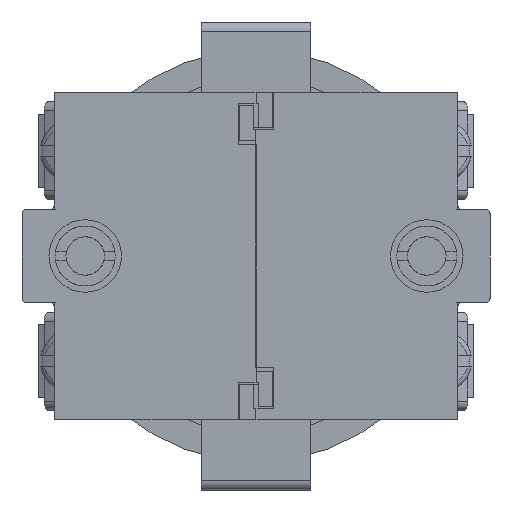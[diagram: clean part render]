
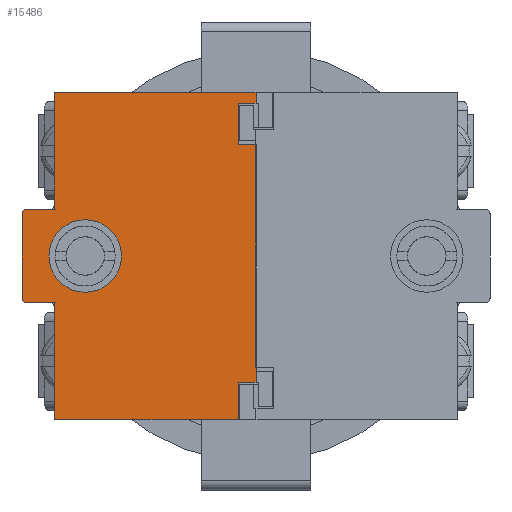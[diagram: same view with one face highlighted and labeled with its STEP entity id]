
A CAD part, front view. The second image highlights one B-rep face of the part: STEP entity #15486.
In plain terms, the highlighted planar face has unit normal (0, -1, 0).
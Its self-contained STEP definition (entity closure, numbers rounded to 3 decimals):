
#539 = CARTESIAN_POINT ( 'NONE',  ( 0.3, -45.1, -13.5 ) ) ;
#609 = ORIENTED_EDGE ( 'NONE', *, *, #969, .T. ) ;
#817 = ORIENTED_EDGE ( 'NONE', *, *, #1761, .T. ) ;
#824 = DIRECTION ( 'NONE',  ( 1., 0., 0. ) ) ;
#848 = DIRECTION ( 'NONE',  ( 0., 0., 1. ) ) ;
#902 = ORIENTED_EDGE ( 'NONE', *, *, #5244, .T. ) ;
#969 = EDGE_CURVE ( 'NONE', #18214, #7431, #1139, .T. ) ;
#983 = CARTESIAN_POINT ( 'NONE',  ( 0., -45.1, 17.5 ) ) ;
#995 = LINE ( 'NONE', #8472, #17763 ) ;
#1139 = CIRCLE ( 'NONE', #18842, 0.5 ) ;
#1211 = CARTESIAN_POINT ( 'NONE',  ( -14.375, -45.1, 0. ) ) ;
#1350 = VECTOR ( 'NONE', #12590, 1000. ) ;
#1761 = EDGE_CURVE ( 'NONE', #9593, #2455, #3180, .T. ) ;
#1801 = CARTESIAN_POINT ( 'NONE',  ( -25., -45.1, 17.5 ) ) ;
#1976 = FACE_OUTER_BOUND ( 'NONE', #11576, .T. ) ;
#2017 = LINE ( 'NONE', #15322, #11035 ) ;
#2282 = DIRECTION ( 'NONE',  ( 1., 0., 0. ) ) ;
#2455 = VERTEX_POINT ( 'NONE', #5497 ) ;
#2547 = DIRECTION ( 'NONE',  ( 0., 1., 0. ) ) ;
#2841 = LINE ( 'NONE', #17872, #10436 ) ;
#3021 = VERTEX_POINT ( 'NONE', #18376 ) ;
#3027 = DIRECTION ( 'NONE',  ( 0., 0., 1. ) ) ;
#3034 = CARTESIAN_POINT ( 'NONE',  ( -22.125, -45.1, 0. ) ) ;
#3180 = LINE ( 'NONE', #8392, #18097 ) ;
#3740 = DIRECTION ( 'NONE',  ( -1., 0., 0. ) ) ;
#4033 = CIRCLE ( 'NONE', #17947, 0.5 ) ;
#4218 = EDGE_CURVE ( 'NONE', #5651, #12415, #18993, .T. ) ;
#4521 = LINE ( 'NONE', #1801, #8324 ) ;
#4554 = CARTESIAN_POINT ( 'NONE',  ( -24.5, -45.1, 5. ) ) ;
#4942 = LINE ( 'NONE', #7965, #12570 ) ;
#4991 = VECTOR ( 'NONE', #9406, 1000. ) ;
#5204 = AXIS2_PLACEMENT_3D ( 'NONE', #13013, #6888, #12826 ) ;
#5244 = EDGE_CURVE ( 'NONE', #3021, #9593, #4033, .T. ) ;
#5434 = EDGE_CURVE ( 'NONE', #18362, #18211, #2841, .T. ) ;
#5497 = CARTESIAN_POINT ( 'NONE',  ( -21.5, -45.1, -5. ) ) ;
#5589 = LINE ( 'NONE', #18763, #1350 ) ;
#5651 = VERTEX_POINT ( 'NONE', #3034 ) ;
#5850 = VECTOR ( 'NONE', #2282, 1000. ) ;
#6332 = ORIENTED_EDGE ( 'NONE', *, *, #18620, .T. ) ;
#6404 = LINE ( 'NONE', #15429, #4991 ) ;
#6450 = CIRCLE ( 'NONE', #5204, 3.875 ) ;
#6680 = FACE_BOUND ( 'NONE', #14181, .T. ) ;
#6888 = DIRECTION ( 'NONE',  ( 0., 1., 0. ) ) ;
#6914 = ORIENTED_EDGE ( 'NONE', *, *, #7096, .T. ) ;
#7053 = LINE ( 'NONE', #7624, #8249 ) ;
#7096 = EDGE_CURVE ( 'NONE', #18211, #11708, #5589, .T. ) ;
#7113 = EDGE_CURVE ( 'NONE', #18362, #12542, #8213, .T. ) ;
#7360 = LINE ( 'NONE', #9868, #8552 ) ;
#7431 = VERTEX_POINT ( 'NONE', #18604 ) ;
#7624 = CARTESIAN_POINT ( 'NONE',  ( 0., -45.1, 17.5 ) ) ;
#7708 = DIRECTION ( 'NONE',  ( 1., 0., 0. ) ) ;
#7891 = CARTESIAN_POINT ( 'NONE',  ( 0., -45.1, -13.5 ) ) ;
#7903 = ORIENTED_EDGE ( 'NONE', *, *, #17325, .F. ) ;
#7965 = CARTESIAN_POINT ( 'NONE',  ( -21.5, -45.1, -5. ) ) ;
#8125 = DIRECTION ( 'NONE',  ( -1., 0., 0. ) ) ;
#8161 = ORIENTED_EDGE ( 'NONE', *, *, #17891, .F. ) ;
#8213 = LINE ( 'NONE', #983, #10581 ) ;
#8249 = VECTOR ( 'NONE', #12374, 1000. ) ;
#8324 = VECTOR ( 'NONE', #12205, 1000. ) ;
#8392 = CARTESIAN_POINT ( 'NONE',  ( -25., -45.1, -5. ) ) ;
#8472 = CARTESIAN_POINT ( 'NONE',  ( -1.9, -45.1, -17.5 ) ) ;
#8552 = VECTOR ( 'NONE', #824, 1000. ) ;
#8577 = VECTOR ( 'NONE', #15439, 1000. ) ;
#8682 = DIRECTION ( 'NONE',  ( -1., 0., 0. ) ) ;
#8980 = CARTESIAN_POINT ( 'NONE',  ( -21.5, -45.1, 5. ) ) ;
#9178 = VECTOR ( 'NONE', #3027, 1000. ) ;
#9362 = DIRECTION ( 'NONE',  ( 0., 0., -1. ) ) ;
#9406 = DIRECTION ( 'NONE',  ( -1., 0., 0. ) ) ;
#9430 = EDGE_CURVE ( 'NONE', #11708, #10116, #7360, .T. ) ;
#9506 = ORIENTED_EDGE ( 'NONE', *, *, #4218, .T. ) ;
#9593 = VERTEX_POINT ( 'NONE', #15175 ) ;
#9868 = CARTESIAN_POINT ( 'NONE',  ( -1.9, -45.1, 16.3 ) ) ;
#10116 = VERTEX_POINT ( 'NONE', #11954 ) ;
#10221 = EDGE_CURVE ( 'NONE', #14137, #17268, #6404, .T. ) ;
#10400 = CARTESIAN_POINT ( 'NONE',  ( -1.9, -45.1, 11.9 ) ) ;
#10436 = VECTOR ( 'NONE', #8682, 1000. ) ;
#10568 = CARTESIAN_POINT ( 'NONE',  ( -21.5, -45.1, -17.5 ) ) ;
#10581 = VECTOR ( 'NONE', #11573, 1000. ) ;
#10597 = ORIENTED_EDGE ( 'NONE', *, *, #18026, .T. ) ;
#10645 = CARTESIAN_POINT ( 'NONE',  ( -1.9, -45.1, -13.5 ) ) ;
#10702 = ORIENTED_EDGE ( 'NONE', *, *, #12853, .F. ) ;
#10728 = CARTESIAN_POINT ( 'NONE',  ( 0., -45.1, 11.9 ) ) ;
#10803 = VERTEX_POINT ( 'NONE', #10645 ) ;
#11035 = VECTOR ( 'NONE', #7708, 1000. ) ;
#11389 = EDGE_CURVE ( 'NONE', #13762, #10116, #7053, .T. ) ;
#11537 = DIRECTION ( 'NONE',  ( 1., 0., 0. ) ) ;
#11573 = DIRECTION ( 'NONE',  ( 0., 0., -1. ) ) ;
#11576 = EDGE_LOOP ( 'NONE', ( #6914, #12946, #11851, #8161, #10702, #7903, #609, #15585, #902, #817, #16212, #14269, #6332, #17087, #18821, #17283 ) ) ;
#11588 = CARTESIAN_POINT ( 'NONE',  ( -12.5, -45.1, 0. ) ) ;
#11708 = VERTEX_POINT ( 'NONE', #14463 ) ;
#11851 = ORIENTED_EDGE ( 'NONE', *, *, #11389, .F. ) ;
#11907 = AXIS2_PLACEMENT_3D ( 'NONE', #11588, #2547, #14489 ) ;
#11954 = CARTESIAN_POINT ( 'NONE',  ( 0., -45.1, 16.3 ) ) ;
#12205 = DIRECTION ( 'NONE',  ( 0., 0., 1. ) ) ;
#12256 = CARTESIAN_POINT ( 'NONE',  ( -24.5, -45.1, -4.5 ) ) ;
#12298 = CARTESIAN_POINT ( 'NONE',  ( -25., -45.1, 17.5 ) ) ;
#12336 = LINE ( 'NONE', #539, #5850 ) ;
#12345 = CARTESIAN_POINT ( 'NONE',  ( -21.5, -45.1, 5. ) ) ;
#12374 = DIRECTION ( 'NONE',  ( 0., 0., -1. ) ) ;
#12398 = CARTESIAN_POINT ( 'NONE',  ( 0., -45.1, 17.5 ) ) ;
#12415 = VERTEX_POINT ( 'NONE', #1211 ) ;
#12542 = VERTEX_POINT ( 'NONE', #7891 ) ;
#12570 = VECTOR ( 'NONE', #9362, 1000. ) ;
#12590 = DIRECTION ( 'NONE',  ( 0., 0., 1. ) ) ;
#12672 = DIRECTION ( 'NONE',  ( 0., -1., 0. ) ) ;
#12826 = DIRECTION ( 'NONE',  ( -1., 0., 0. ) ) ;
#12853 = EDGE_CURVE ( 'NONE', #13622, #18661, #13240, .T. ) ;
#12946 = ORIENTED_EDGE ( 'NONE', *, *, #9430, .T. ) ;
#13013 = CARTESIAN_POINT ( 'NONE',  ( -18.25, -45.1, 0. ) ) ;
#13240 = LINE ( 'NONE', #12345, #9178 ) ;
#13622 = VERTEX_POINT ( 'NONE', #8980 ) ;
#13755 = DIRECTION ( 'NONE',  ( 0., -1., 0. ) ) ;
#13762 = VERTEX_POINT ( 'NONE', #12398 ) ;
#14137 = VERTEX_POINT ( 'NONE', #15253 ) ;
#14181 = EDGE_LOOP ( 'NONE', ( #10597, #9506 ) ) ;
#14269 = ORIENTED_EDGE ( 'NONE', *, *, #10221, .F. ) ;
#14463 = CARTESIAN_POINT ( 'NONE',  ( -1.9, -45.1, 16.3 ) ) ;
#14489 = DIRECTION ( 'NONE',  ( -1., 0., 0. ) ) ;
#15175 = CARTESIAN_POINT ( 'NONE',  ( -24.5, -45.1, -5. ) ) ;
#15253 = CARTESIAN_POINT ( 'NONE',  ( -1.9, -45.1, -17.5 ) ) ;
#15322 = CARTESIAN_POINT ( 'NONE',  ( -25., -45.1, 5. ) ) ;
#15429 = CARTESIAN_POINT ( 'NONE',  ( -25., -45.1, -17.5 ) ) ;
#15439 = DIRECTION ( 'NONE',  ( 1., 0., 0. ) ) ;
#15486 = ADVANCED_FACE ( 'NONE', ( #6680, #1976 ), #15934, .F. ) ;
#15585 = ORIENTED_EDGE ( 'NONE', *, *, #18363, .F. ) ;
#15672 = DIRECTION ( 'NONE',  ( 0., 1., 0. ) ) ;
#15934 = PLANE ( 'NONE',  #11907 ) ;
#16035 = CARTESIAN_POINT ( 'NONE',  ( -21.5, -45.1, 17.5 ) ) ;
#16212 = ORIENTED_EDGE ( 'NONE', *, *, #19513, .T. ) ;
#17087 = ORIENTED_EDGE ( 'NONE', *, *, #19538, .T. ) ;
#17101 = LINE ( 'NONE', #12298, #8577 ) ;
#17268 = VERTEX_POINT ( 'NONE', #10568 ) ;
#17283 = ORIENTED_EDGE ( 'NONE', *, *, #5434, .T. ) ;
#17325 = EDGE_CURVE ( 'NONE', #18214, #13622, #2017, .T. ) ;
#17367 = CARTESIAN_POINT ( 'NONE',  ( -18.25, -45.1, 0. ) ) ;
#17763 = VECTOR ( 'NONE', #848, 1000. ) ;
#17872 = CARTESIAN_POINT ( 'NONE',  ( -12.5, -45.1, 11.9 ) ) ;
#17891 = EDGE_CURVE ( 'NONE', #18661, #13762, #17101, .T. ) ;
#17947 = AXIS2_PLACEMENT_3D ( 'NONE', #12256, #13755, #19233 ) ;
#18026 = EDGE_CURVE ( 'NONE', #12415, #5651, #6450, .T. ) ;
#18097 = VECTOR ( 'NONE', #11537, 1000. ) ;
#18211 = VERTEX_POINT ( 'NONE', #10400 ) ;
#18214 = VERTEX_POINT ( 'NONE', #4554 ) ;
#18362 = VERTEX_POINT ( 'NONE', #10728 ) ;
#18363 = EDGE_CURVE ( 'NONE', #3021, #7431, #4521, .T. ) ;
#18376 = CARTESIAN_POINT ( 'NONE',  ( -25., -45.1, -4.5 ) ) ;
#18604 = CARTESIAN_POINT ( 'NONE',  ( -25., -45.1, 4.5 ) ) ;
#18620 = EDGE_CURVE ( 'NONE', #14137, #10803, #995, .T. ) ;
#18661 = VERTEX_POINT ( 'NONE', #16035 ) ;
#18763 = CARTESIAN_POINT ( 'NONE',  ( -1.9, -45.1, 16.3 ) ) ;
#18772 = CARTESIAN_POINT ( 'NONE',  ( -24.5, -45.1, 4.5 ) ) ;
#18821 = ORIENTED_EDGE ( 'NONE', *, *, #7113, .F. ) ;
#18842 = AXIS2_PLACEMENT_3D ( 'NONE', #18772, #12672, #8125 ) ;
#18993 = CIRCLE ( 'NONE', #19460, 3.875 ) ;
#19233 = DIRECTION ( 'NONE',  ( -1., 0., 0. ) ) ;
#19460 = AXIS2_PLACEMENT_3D ( 'NONE', #17367, #15672, #3740 ) ;
#19513 = EDGE_CURVE ( 'NONE', #2455, #17268, #4942, .T. ) ;
#19538 = EDGE_CURVE ( 'NONE', #10803, #12542, #12336, .T. ) ;
